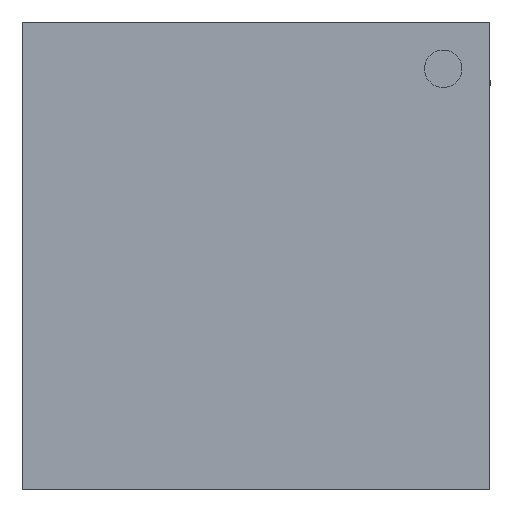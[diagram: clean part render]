
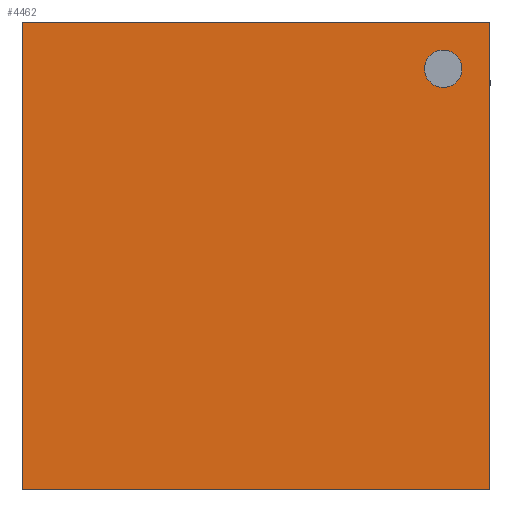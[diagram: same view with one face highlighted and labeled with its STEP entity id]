
A CAD part, front view. The second image highlights one B-rep face of the part: STEP entity #4462.
In plain terms, the highlighted planar face has unit normal (0, -1, 0).
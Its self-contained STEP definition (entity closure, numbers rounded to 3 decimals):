
#77 = DIRECTION ( 'NONE',  ( 0., -1., 0. ) ) ;
#80 = VECTOR ( 'NONE', #356, 1000. ) ;
#103 = EDGE_CURVE ( 'NONE', #4705, #3164, #5706, .T. ) ;
#156 = DIRECTION ( 'NONE',  ( 0., -1., 0. ) ) ;
#172 = DIRECTION ( 'NONE',  ( 1., 0., 0. ) ) ;
#356 = DIRECTION ( 'NONE',  ( 0., 0., 1. ) ) ;
#400 = VERTEX_POINT ( 'NONE', #2359 ) ;
#458 = CARTESIAN_POINT ( 'NONE',  ( 5., 0., -5. ) ) ;
#499 = VECTOR ( 'NONE', #172, 1000. ) ;
#505 = CIRCLE ( 'NONE', #6460, 0.2 ) ;
#517 = FACE_OUTER_BOUND ( 'NONE', #6258, .T. ) ;
#519 = EDGE_CURVE ( 'NONE', #400, #1540, #4530, .T. ) ;
#570 = CARTESIAN_POINT ( 'NONE',  ( 4.5, 0., -0.5 ) ) ;
#1044 = FACE_BOUND ( 'NONE', #5413, .T. ) ;
#1108 = LINE ( 'NONE', #3818, #2652 ) ;
#1309 = CARTESIAN_POINT ( 'NONE',  ( 0., 0., 0. ) ) ;
#1540 = VERTEX_POINT ( 'NONE', #1894 ) ;
#1630 = CARTESIAN_POINT ( 'NONE',  ( 0., 0., -5. ) ) ;
#1693 = CARTESIAN_POINT ( 'NONE',  ( 0., 0., 0. ) ) ;
#1894 = CARTESIAN_POINT ( 'NONE',  ( 4.5, 0., -0.3 ) ) ;
#1954 = VERTEX_POINT ( 'NONE', #458 ) ;
#2359 = CARTESIAN_POINT ( 'NONE',  ( 4.5, 0., -0.7 ) ) ;
#2626 = ORIENTED_EDGE ( 'NONE', *, *, #5751, .F. ) ;
#2652 = VECTOR ( 'NONE', #4867, 1000. ) ;
#2984 = DIRECTION ( 'NONE',  ( 0., 0., -1. ) ) ;
#3013 = DIRECTION ( 'NONE',  ( 0., -1., 0. ) ) ;
#3164 = VERTEX_POINT ( 'NONE', #5506 ) ;
#3185 = PLANE ( 'NONE',  #6484 ) ;
#3555 = ORIENTED_EDGE ( 'NONE', *, *, #519, .F. ) ;
#3679 = ORIENTED_EDGE ( 'NONE', *, *, #103, .F. ) ;
#3744 = DIRECTION ( 'NONE',  ( 0., 0., -1. ) ) ;
#3818 = CARTESIAN_POINT ( 'NONE',  ( 5., 0., 0. ) ) ;
#3844 = VERTEX_POINT ( 'NONE', #5057 ) ;
#4186 = DIRECTION ( 'NONE',  ( 0., 0., -1. ) ) ;
#4296 = ORIENTED_EDGE ( 'NONE', *, *, #4912, .F. ) ;
#4462 = ADVANCED_FACE ( 'NONE', ( #1044, #517 ), #3185, .T. ) ;
#4529 = EDGE_CURVE ( 'NONE', #1954, #4705, #6038, .T. ) ;
#4530 = CIRCLE ( 'NONE', #4708, 0.2 ) ;
#4705 = VERTEX_POINT ( 'NONE', #6604 ) ;
#4708 = AXIS2_PLACEMENT_3D ( 'NONE', #6156, #3013, #2984 ) ;
#4867 = DIRECTION ( 'NONE',  ( 0., 0., -1. ) ) ;
#4912 = EDGE_CURVE ( 'NONE', #3844, #1954, #1108, .T. ) ;
#5057 = CARTESIAN_POINT ( 'NONE',  ( 5., 0., 0. ) ) ;
#5340 = EDGE_CURVE ( 'NONE', #3164, #3844, #6373, .T. ) ;
#5413 = EDGE_LOOP ( 'NONE', ( #3555, #2626 ) ) ;
#5506 = CARTESIAN_POINT ( 'NONE',  ( 0., 0., 0. ) ) ;
#5706 = LINE ( 'NONE', #1309, #80 ) ;
#5716 = ORIENTED_EDGE ( 'NONE', *, *, #5340, .F. ) ;
#5751 = EDGE_CURVE ( 'NONE', #1540, #400, #505, .T. ) ;
#5823 = ORIENTED_EDGE ( 'NONE', *, *, #4529, .F. ) ;
#5861 = CARTESIAN_POINT ( 'NONE',  ( 0., 0., 0. ) ) ;
#5912 = DIRECTION ( 'NONE',  ( -1., 0., 0. ) ) ;
#6038 = LINE ( 'NONE', #1630, #6286 ) ;
#6156 = CARTESIAN_POINT ( 'NONE',  ( 4.5, 0., -0.5 ) ) ;
#6258 = EDGE_LOOP ( 'NONE', ( #3679, #5823, #4296, #5716 ) ) ;
#6286 = VECTOR ( 'NONE', #5912, 1000. ) ;
#6373 = LINE ( 'NONE', #5861, #499 ) ;
#6460 = AXIS2_PLACEMENT_3D ( 'NONE', #570, #77, #4186 ) ;
#6484 = AXIS2_PLACEMENT_3D ( 'NONE', #1693, #156, #3744 ) ;
#6604 = CARTESIAN_POINT ( 'NONE',  ( 0., 0., -5. ) ) ;
